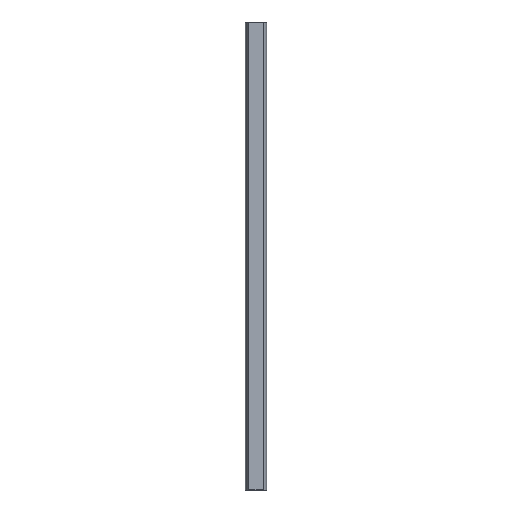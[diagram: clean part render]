
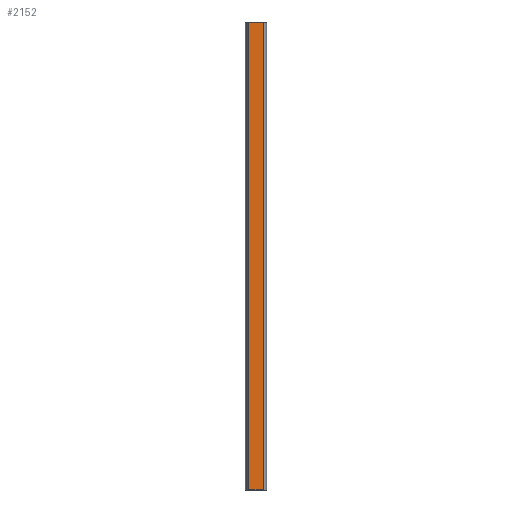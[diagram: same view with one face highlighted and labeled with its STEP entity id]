
A CAD part, left-side view. The second image highlights one B-rep face of the part: STEP entity #2152.
In plain terms, the highlighted planar face has unit normal (-1, 0, 0).
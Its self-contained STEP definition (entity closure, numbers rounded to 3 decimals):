
#231 = CARTESIAN_POINT ( 'NONE',  ( -32.504, -30.515, 999.504 ) ) ;
#305 = EDGE_CURVE ( 'NONE', #814, #2913, #451, .T. ) ;
#451 = LINE ( 'NONE', #2292, #2814 ) ;
#683 = CARTESIAN_POINT ( 'NONE',  ( -32.504, 30.517, 999.504 ) ) ;
#760 = PLANE ( 'NONE',  #2931 ) ;
#814 = VERTEX_POINT ( 'NONE', #3060 ) ;
#961 = DIRECTION ( 'NONE',  ( 0., -1., 0. ) ) ;
#977 = DIRECTION ( 'NONE',  ( 0., -1., 0. ) ) ;
#1014 = EDGE_CURVE ( 'NONE', #2488, #1805, #3078, .T. ) ;
#1056 = VECTOR ( 'NONE', #2461, 1000. ) ;
#1073 = FACE_OUTER_BOUND ( 'NONE', #1457, .T. ) ;
#1129 = CARTESIAN_POINT ( 'NONE',  ( -32.504, 30.517, -1000. ) ) ;
#1279 = DIRECTION ( 'NONE',  ( -1., 0., 0. ) ) ;
#1361 = ORIENTED_EDGE ( 'NONE', *, *, #305, .T. ) ;
#1366 = ORIENTED_EDGE ( 'NONE', *, *, #1014, .F. ) ;
#1368 = EDGE_CURVE ( 'NONE', #2488, #814, #3262, .T. ) ;
#1386 = EDGE_CURVE ( 'NONE', #2913, #1805, #2975, .T. ) ;
#1400 = CARTESIAN_POINT ( 'NONE',  ( -32.504, -30.515, -1000. ) ) ;
#1457 = EDGE_LOOP ( 'NONE', ( #3192, #1361, #2778, #1366 ) ) ;
#1805 = VERTEX_POINT ( 'NONE', #231 ) ;
#1824 = DIRECTION ( 'NONE',  ( 0., -1., 0. ) ) ;
#1886 = VECTOR ( 'NONE', #961, 1000. ) ;
#1897 = VECTOR ( 'NONE', #2755, 1000. ) ;
#2152 = ADVANCED_FACE ( 'NONE', ( #1073 ), #760, .T. ) ;
#2292 = CARTESIAN_POINT ( 'NONE',  ( -32.504, 31.126, -999.504 ) ) ;
#2461 = DIRECTION ( 'NONE',  ( 0., 0., -1. ) ) ;
#2488 = VERTEX_POINT ( 'NONE', #683 ) ;
#2755 = DIRECTION ( 'NONE',  ( 0., 0., 1. ) ) ;
#2772 = CARTESIAN_POINT ( 'NONE',  ( -32.504, 31.126, 999.504 ) ) ;
#2778 = ORIENTED_EDGE ( 'NONE', *, *, #1386, .T. ) ;
#2814 = VECTOR ( 'NONE', #977, 1000. ) ;
#2913 = VERTEX_POINT ( 'NONE', #3330 ) ;
#2931 = AXIS2_PLACEMENT_3D ( 'NONE', #3185, #1279, #1824 ) ;
#2975 = LINE ( 'NONE', #1400, #1897 ) ;
#3060 = CARTESIAN_POINT ( 'NONE',  ( -32.504, 30.517, -999.504 ) ) ;
#3078 = LINE ( 'NONE', #2772, #1886 ) ;
#3185 = CARTESIAN_POINT ( 'NONE',  ( -32.504, 31.126, -1000. ) ) ;
#3192 = ORIENTED_EDGE ( 'NONE', *, *, #1368, .T. ) ;
#3262 = LINE ( 'NONE', #1129, #1056 ) ;
#3330 = CARTESIAN_POINT ( 'NONE',  ( -32.504, -30.515, -999.504 ) ) ;
